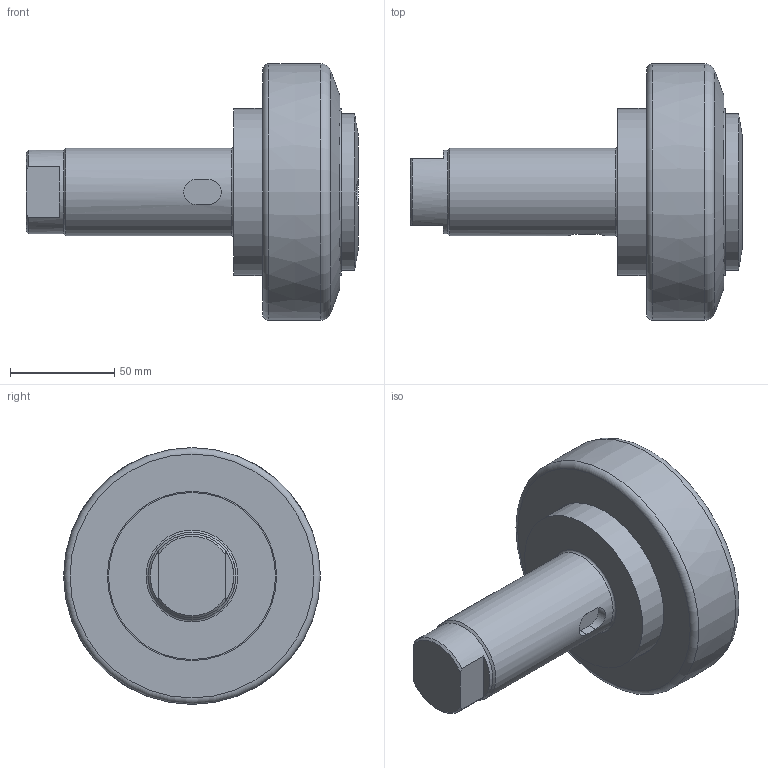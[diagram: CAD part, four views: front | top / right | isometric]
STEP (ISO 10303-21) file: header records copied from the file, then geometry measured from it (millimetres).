
FILE_DESCRIPTION(/* description */ ('-'),/* implementation_level */ '2;1');
FILE_NAME(/* name */ 'ALFATEC_TR120-1360.stp',/* time_stamp */ '2021-01-27T10:09:05+01:00',/* author */ ('kstaebler'),/* organization */ (''),/* preprocessor_version */ 'ST-DEVELOPER v18.1',/* originating_system */ 'Autodesk Inventor 2020',/* authorisation */ '');
FILE_SCHEMA (('AUTOMOTIVE_DESIGN { 1 0 10303 214 3 1 1 }'));
Length unit declared in the file: millimetre
Products named in the file (1): TR 120.1360_Kontur
Bounding box: 159 x 122.99 x 122.99 mm (x, y, z)
Volume: 602987.7 mm3; surface area: 80890.1 mm2
Topology: 2 solids, 2 shells, 77 faces, 208 edges, 151 vertices
Faces by surface type: plane 39, cylinder 25, cone 7, torus 5, bspline 1
Full cylindrical faces by diameter (mm): 3 x2, 10 x2, 10.4 x2, 40 x1, 42 x1, 75 x1, 79 x1, 80 x2, 81 x2, 84.5 x1, 86.8 x1, 87 x2, 89.5 x2, 95 x1
Entity records: 2881 total; most frequent: CARTESIAN_POINT 685, DIRECTION 449, ORIENTED_EDGE 416, EDGE_CURVE 208, AXIS2_PLACEMENT_3D 185, VERTEX_POINT 151, CIRCLE 108, EDGE_LOOP 95
